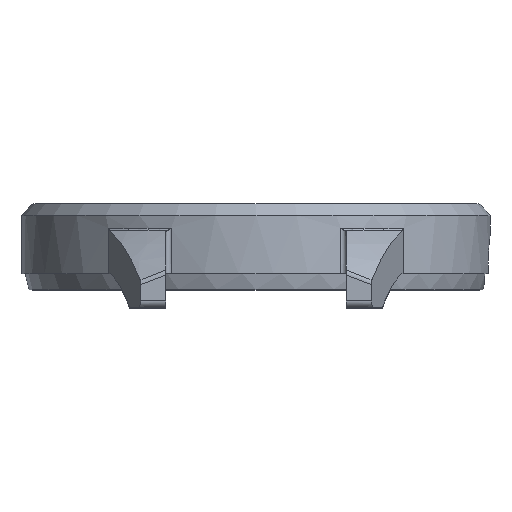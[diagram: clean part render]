
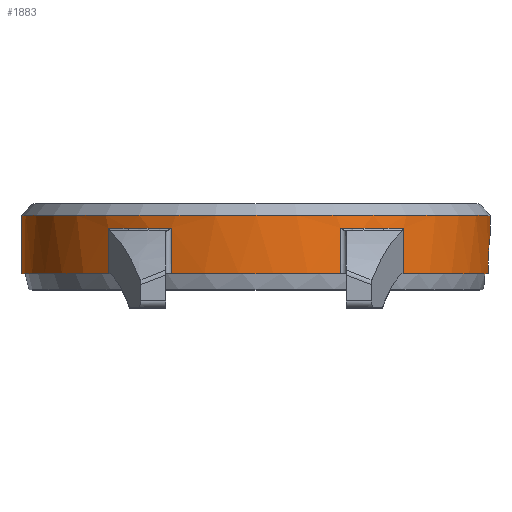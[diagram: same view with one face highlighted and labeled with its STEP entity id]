
A CAD part, top view. The second image highlights one B-rep face of the part: STEP entity #1883.
In plain terms, the highlighted cylindrical face has radius 18.25 mm (diameter 36.5 mm), a partial arc.
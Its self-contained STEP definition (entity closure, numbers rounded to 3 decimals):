
#102=CARTESIAN_POINT('',(0.,-0.9,0.));
#103=DIRECTION('',(0.,1.,0.));
#104=DIRECTION('',(-1.,0.,0.));
#105=AXIS2_PLACEMENT_3D('',#102,#103,#104);
#112=CARTESIAN_POINT('',(18.25,-2.45,0.));
#113=CARTESIAN_POINT('',(18.25,-2.45,0.142));
#114=CARTESIAN_POINT('',(18.247,-2.475,0.426));
#115=CARTESIAN_POINT('',(18.231,-2.61,0.876));
#116=CARTESIAN_POINT('',(18.206,-2.83,1.277));
#117=CARTESIAN_POINT('',(18.181,-3.1,1.597));
#118=CARTESIAN_POINT('',(18.159,-3.374,1.828));
#119=CARTESIAN_POINT('',(18.14,-3.65,1.998));
#120=CARTESIAN_POINT('',(18.127,-3.909,2.112));
#121=CARTESIAN_POINT('',(18.119,-4.149,2.186));
#122=CARTESIAN_POINT('',(18.113,-4.375,2.23));
#123=CARTESIAN_POINT('',(18.111,-4.592,2.251));
#124=CARTESIAN_POINT('',(18.111,-4.809,2.251));
#125=CARTESIAN_POINT('',(18.113,-5.027,2.23));
#126=CARTESIAN_POINT('',(18.118,-5.243,2.187));
#127=CARTESIAN_POINT('',(18.123,-5.381,2.146));
#128=CARTESIAN_POINT('',(18.126,-5.45,2.121));
#130=CARTESIAN_POINT('',(0.,-5.45,0.));
#131=DIRECTION('',(0.,-1.,0.));
#132=DIRECTION('',(0.993,0.,0.116));
#133=AXIS2_PLACEMENT_3D('',#130,#131,#132);
#135=CARTESIAN_POINT('',(0.,-1.9,0.));
#136=DIRECTION('',(0.,-1.,0.));
#137=DIRECTION('',(0.63,0.,0.776));
#138=AXIS2_PLACEMENT_3D('',#135,#136,#137);
#140=CARTESIAN_POINT('',(0.,-1.9,0.));
#141=DIRECTION('',(0.,1.,0.));
#142=DIRECTION('',(-0.63,0.,0.776));
#143=AXIS2_PLACEMENT_3D('',#140,#141,#142);
#145=CARTESIAN_POINT('',(0.,-5.45,0.));
#146=DIRECTION('',(0.,1.,0.));
#147=DIRECTION('',(-1.,0.,0.));
#148=AXIS2_PLACEMENT_3D('',#145,#146,#147);
#150=DIRECTION('',(0.,1.,0.));
#151=VECTOR('',#150,1.55);
#152=CARTESIAN_POINT('',(18.25,-2.45,0.));
#153=LINE('',#152,#151);
#154=DIRECTION('',(0.,1.,0.));
#155=VECTOR('',#154,4.55);
#156=CARTESIAN_POINT('',(-18.25,-5.45,0.));
#157=LINE('',#156,#155);
#196=CARTESIAN_POINT('',(0.,-5.45,0.));
#197=DIRECTION('',(0.,-1.,0.));
#198=DIRECTION('',(0.363,0.,0.932));
#199=AXIS2_PLACEMENT_3D('',#196,#197,#198);
#214=DIRECTION('',(0.,1.,0.));
#215=VECTOR('',#214,3.55);
#216=CARTESIAN_POINT('',(-11.5,-5.45,14.171));
#217=LINE('',#216,#215);
#302=DIRECTION('',(0.,-1.,0.));
#303=VECTOR('',#302,3.55);
#304=CARTESIAN_POINT('',(-6.616,-1.9,17.008));
#305=LINE('',#304,#303);
#468=DIRECTION('',(0.,-1.,0.));
#469=VECTOR('',#468,3.55);
#470=CARTESIAN_POINT('',(6.616,-1.9,17.008));
#471=LINE('',#470,#469);
#505=DIRECTION('',(0.,1.,0.));
#506=VECTOR('',#505,3.55);
#507=CARTESIAN_POINT('',(11.5,-5.45,14.171));
#508=LINE('',#507,#506);
#1439=CARTESIAN_POINT('',(18.25,-2.45,0.));
#1440=CARTESIAN_POINT('',(18.25,-0.9,0.));
#1441=VERTEX_POINT('',#1439);
#1442=VERTEX_POINT('',#1440);
#1467=CARTESIAN_POINT('',(-18.25,-5.45,0.));
#1468=CARTESIAN_POINT('',(-18.25,-0.9,0.));
#1469=VERTEX_POINT('',#1467);
#1470=VERTEX_POINT('',#1468);
#1505=CARTESIAN_POINT('',(6.616,-5.45,17.008));
#1507=VERTEX_POINT('',#1505);
#1521=CARTESIAN_POINT('',(18.126,-5.45,2.121));
#1523=VERTEX_POINT('',#1521);
#1525=CARTESIAN_POINT('',(11.5,-5.45,14.171));
#1526=VERTEX_POINT('',#1525);
#1569=CARTESIAN_POINT('',(11.5,-1.9,14.171));
#1570=VERTEX_POINT('',#1569);
#1571=CARTESIAN_POINT('',(6.616,-1.9,17.008));
#1572=VERTEX_POINT('',#1571);
#1607=CARTESIAN_POINT('',(-11.5,-5.45,14.171));
#1609=VERTEX_POINT('',#1607);
#1624=CARTESIAN_POINT('',(-6.616,-5.45,17.008));
#1626=VERTEX_POINT('',#1624);
#1629=CARTESIAN_POINT('',(-11.5,-1.9,14.171));
#1630=VERTEX_POINT('',#1629);
#1631=CARTESIAN_POINT('',(-6.616,-1.9,17.008));
#1632=VERTEX_POINT('',#1631);
#1851=CARTESIAN_POINT('',(0.,0.,0.));
#1852=DIRECTION('',(0.,-1.,0.));
#1853=DIRECTION('',(1.,0.,0.));
#1854=AXIS2_PLACEMENT_3D('',#1851,#1852,#1853);
#1855=CYLINDRICAL_SURFACE('',#1854,18.25);
#1857=ORIENTED_EDGE('',*,*,#1856,.F.);
#1859=ORIENTED_EDGE('',*,*,#1858,.T.);
#1861=ORIENTED_EDGE('',*,*,#1860,.T.);
#1863=ORIENTED_EDGE('',*,*,#1862,.T.);
#1865=ORIENTED_EDGE('',*,*,#1864,.T.);
#1867=ORIENTED_EDGE('',*,*,#1866,.T.);
#1869=ORIENTED_EDGE('',*,*,#1868,.T.);
#1871=ORIENTED_EDGE('',*,*,#1870,.F.);
#1873=ORIENTED_EDGE('',*,*,#1872,.F.);
#1875=ORIENTED_EDGE('',*,*,#1874,.F.);
#1877=ORIENTED_EDGE('',*,*,#1876,.F.);
#1879=ORIENTED_EDGE('',*,*,#1878,.T.);
#1880=ORIENTED_EDGE('',*,*,#1844,.T.);
#1881=EDGE_LOOP('',(#1857,#1859,#1861,#1863,#1865,#1867,#1869,#1871,#1873,#1875,
#1877,#1879,#1880));
#1882=FACE_OUTER_BOUND('',#1881,.F.);
#1883=ADVANCED_FACE('',(#1882),#1855,.T.);
#106=CIRCLE('',#105,18.25);
#129=B_SPLINE_CURVE_WITH_KNOTS('',3,(#112,#113,#114,#115,#116,#117,#118,#119,
#120,#121,#122,#123,#124,#125,#126,#127,#128),.UNSPECIFIED.,.F.,.F.,(4,1,1,1,1,
1,1,1,1,1,1,1,1,1,4),(0.,0.071,0.143,
0.214,0.286,0.357,0.429,0.5,
0.571,0.643,0.714,0.786,
0.857,0.929,1.),.UNSPECIFIED.);
#134=CIRCLE('',#133,18.25);
#139=CIRCLE('',#138,18.25);
#144=CIRCLE('',#143,18.25);
#149=CIRCLE('',#148,18.25);
#200=CIRCLE('',#199,18.25);
#1844=EDGE_CURVE('',#1470,#1442,#106,.T.);
#1856=EDGE_CURVE('',#1441,#1442,#153,.T.);
#1858=EDGE_CURVE('',#1441,#1523,#129,.T.);
#1860=EDGE_CURVE('',#1523,#1526,#134,.T.);
#1862=EDGE_CURVE('',#1526,#1570,#508,.T.);
#1864=EDGE_CURVE('',#1570,#1572,#139,.T.);
#1866=EDGE_CURVE('',#1572,#1507,#471,.T.);
#1868=EDGE_CURVE('',#1507,#1626,#200,.T.);
#1870=EDGE_CURVE('',#1632,#1626,#305,.T.);
#1872=EDGE_CURVE('',#1630,#1632,#144,.T.);
#1874=EDGE_CURVE('',#1609,#1630,#217,.T.);
#1876=EDGE_CURVE('',#1469,#1609,#149,.T.);
#1878=EDGE_CURVE('',#1469,#1470,#157,.T.);
